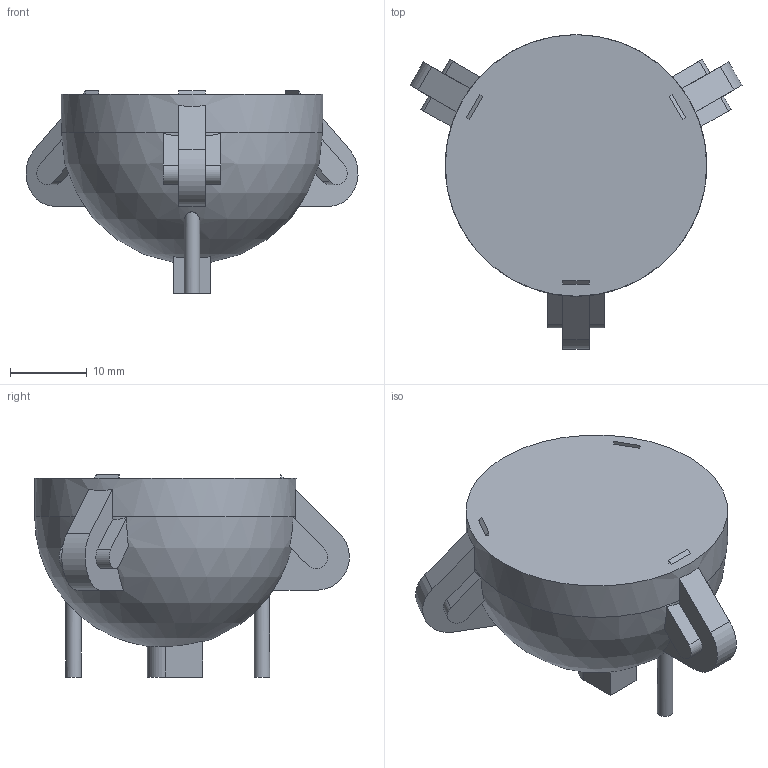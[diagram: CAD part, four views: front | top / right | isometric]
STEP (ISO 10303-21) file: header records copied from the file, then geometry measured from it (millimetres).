
FILE_DESCRIPTION(/* description */ (''),/* implementation_level */ '2;1');
FILE_NAME(/* name */ 'trackball_cutter_with_holes.step',/* time_stamp */ '2021-11-11T16:21:53-05:00',/* author */ (''),/* organization */ (''),/* preprocessor_version */ 'ST-DEVELOPER v18.1',/* originating_system */ 'Autodesk Translation Framework v10.10.0.1391',/* authorisation */ '');
FILE_SCHEMA (('AUTOMOTIVE_DESIGN { 1 0 10303 214 3 1 1 }'));
Length unit declared in the file: millimetre
Products named in the file (1): trackball_sensor_merging_all_bodies
Bounding box: 43.15 x 40.9 x 26.3 mm (x, y, z)
Volume: 15957.7 mm3; surface area: 4128.7 mm2
Topology: 1 solids, 1 shells, 63 faces, 172 edges, 115 vertices
Faces by surface type: plane 49, cylinder 13, sphere 1
Full cylindrical faces by diameter (mm): 2 x2, 34 x1
Entity records: 2129 total; most frequent: CARTESIAN_POINT 429, DIRECTION 363, ORIENTED_EDGE 344, EDGE_CURVE 172, AXIS2_PLACEMENT_3D 133, VERTEX_POINT 115, LINE 97, VECTOR 97
